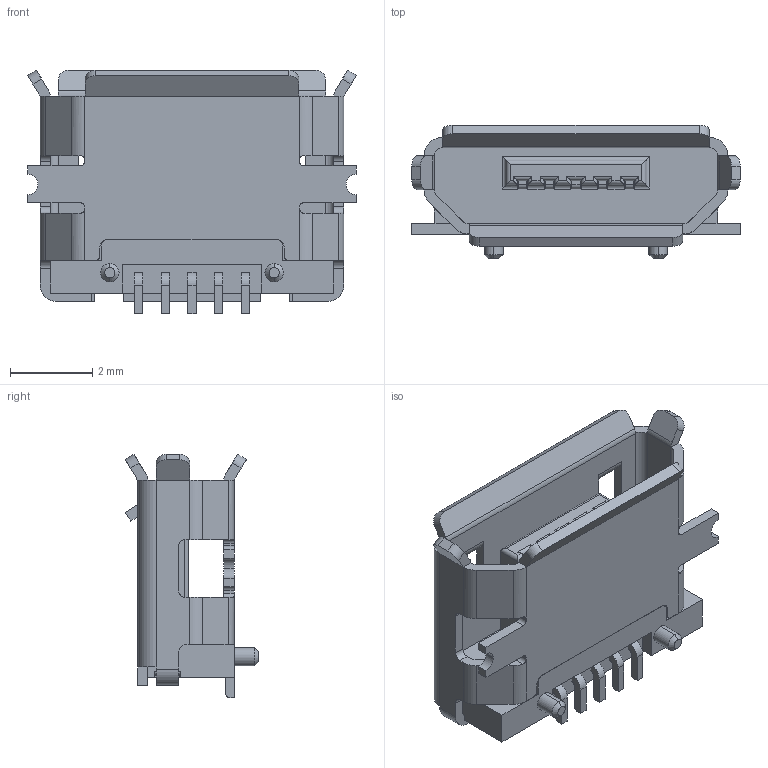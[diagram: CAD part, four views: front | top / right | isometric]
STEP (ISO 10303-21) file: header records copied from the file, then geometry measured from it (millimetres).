
FILE_DESCRIPTION (( 'STEP AP203' ), '1' );
FILE_NAME ('micro usb.step', '2019-10-07T21:44:39', ( '' ), ( '' ), 'SwSTEP 2.0', 'SolidWorks 2017', '' );
FILE_SCHEMA (( 'CONFIG_CONTROL_DESIGN' ));
Length unit declared in the file: millimetre
Products named in the file (4): micro usb shell; micro usb contact; micro usb internal; micro usb
Assembly tree (7 placements, depth 2):
  micro usb
    micro usb shell
    micro usb internal
    micro usb contact  x5
Bounding box: 8 x 3.25 x 5.93 mm (x, y, z)
Volume: 43.6 mm3; surface area: 278.3 mm2
Topology: 7 solids, 7 shells, 377 faces, 1022 edges, 656 vertices
Faces by surface type: plane 225, cylinder 148, cone 4
Entity records: 10395 total; most frequent: CARTESIAN_POINT 1885, ORIENTED_EDGE 1708, DIRECTION 1653, EDGE_CURVE 854, VECTOR 629, LINE 629, VERTEX_POINT 544, AXIS2_PLACEMENT_3D 512
